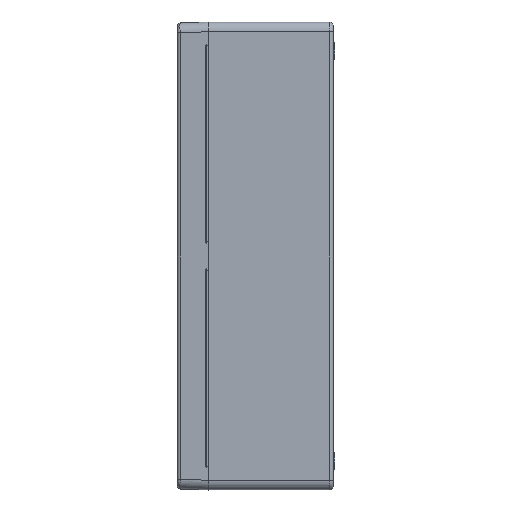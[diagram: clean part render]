
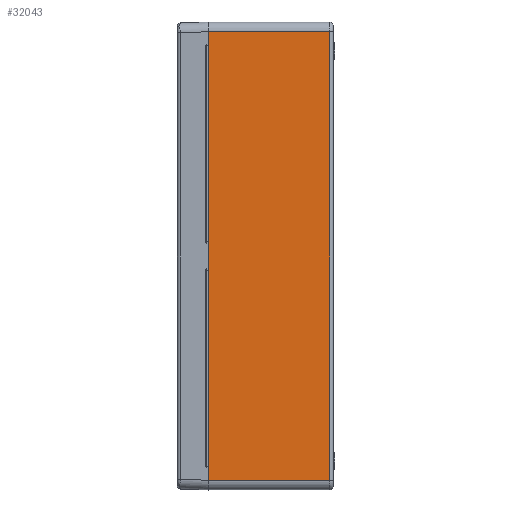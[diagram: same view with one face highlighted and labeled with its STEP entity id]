
A CAD part, left-side view. The second image highlights one B-rep face of the part: STEP entity #32043.
In plain terms, the highlighted planar face has unit normal (-1, 0, 0).
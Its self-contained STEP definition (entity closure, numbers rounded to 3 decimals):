
#1143=PLANE('',#34602);
#2642=LINE('',#94780,#4775);
#2643=LINE('',#94782,#4776);
#2644=LINE('',#94784,#4777);
#2645=LINE('',#94785,#4778);
#4775=VECTOR('',#39818,1000.);
#4776=VECTOR('',#39819,1000.);
#4777=VECTOR('',#39820,1000.);
#4778=VECTOR('',#39821,1000.);
#8814=FACE_OUTER_BOUND('',#11113,.T.);
#11113=EDGE_LOOP('',(#26027,#26028,#26029,#26030));
#15187=VERTEX_POINT('',#94778);
#15188=VERTEX_POINT('',#94779);
#15189=VERTEX_POINT('',#94781);
#15190=VERTEX_POINT('',#94783);
#19045=EDGE_CURVE('',#15187,#15188,#2642,.T.);
#19046=EDGE_CURVE('',#15188,#15189,#2643,.T.);
#19047=EDGE_CURVE('',#15189,#15190,#2644,.T.);
#19048=EDGE_CURVE('',#15187,#15190,#2645,.T.);
#26027=ORIENTED_EDGE('',*,*,#19045,.T.);
#26028=ORIENTED_EDGE('',*,*,#19046,.T.);
#26029=ORIENTED_EDGE('',*,*,#19047,.T.);
#26030=ORIENTED_EDGE('',*,*,#19048,.F.);
#32043=ADVANCED_FACE('',(#8814),#1143,.T.);
#34602=AXIS2_PLACEMENT_3D('',#94777,#39816,#39817);
#39816=DIRECTION('center_axis',(-1.,0.,0.));
#39817=DIRECTION('ref_axis',(0.,0.,1.));
#39818=DIRECTION('',(0.,-1.,0.));
#39819=DIRECTION('',(0.,0.,1.));
#39820=DIRECTION('',(0.,1.,0.));
#39821=DIRECTION('',(0.,0.,1.));
#94777=CARTESIAN_POINT('Origin',(-300.,-160.,-300.));
#94778=CARTESIAN_POINT('',(-300.,0.,-287.5));
#94779=CARTESIAN_POINT('',(-300.,-156.,-287.5));
#94780=CARTESIAN_POINT('',(-300.,-160.,-287.5));
#94781=CARTESIAN_POINT('',(-300.,-156.,287.5));
#94782=CARTESIAN_POINT('',(-300.,-156.,287.5));
#94783=CARTESIAN_POINT('',(-300.,0.,287.5));
#94784=CARTESIAN_POINT('',(-300.,-160.,287.5));
#94785=CARTESIAN_POINT('',(-300.,0.,-300.));
